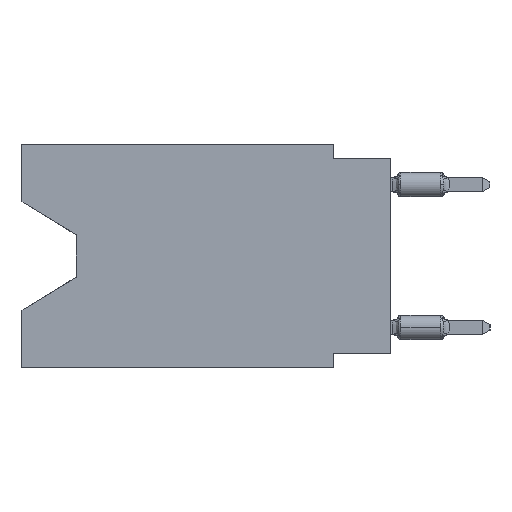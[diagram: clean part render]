
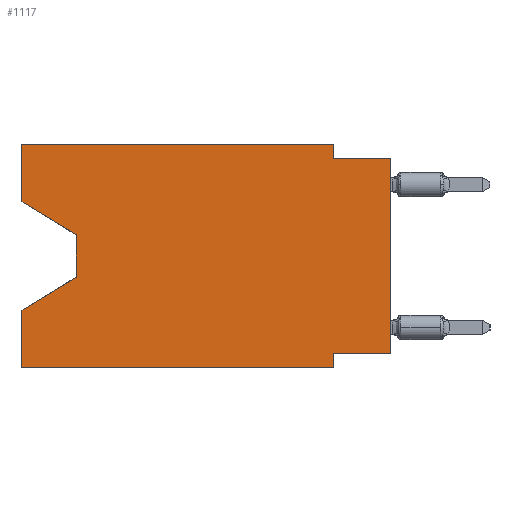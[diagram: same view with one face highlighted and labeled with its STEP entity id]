
A CAD part, left-side view. The second image highlights one B-rep face of the part: STEP entity #1117.
In plain terms, the highlighted planar face has unit normal (-1, 0, 0).
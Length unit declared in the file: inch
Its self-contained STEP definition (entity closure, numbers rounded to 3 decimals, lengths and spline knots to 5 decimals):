
#13 = DIRECTION ( 'NONE',  ( 0., 1., 0. ) ) ;
#400 = CARTESIAN_POINT ( 'NONE',  ( 0., 0.1, -0.39 ) ) ;
#580 = ORIENTED_EDGE ( 'NONE', *, *, #6378, .T. ) ;
#1117 = ADVANCED_FACE ( 'NONE', ( #13120 ), #8992, .F. ) ;
#1313 = EDGE_CURVE ( 'NONE', #6539, #20922, #22156, .T. ) ;
#1314 = VECTOR ( 'NONE', #4205, 39.37008 ) ;
#1525 = LINE ( 'NONE', #14487, #14647 ) ;
#1652 = CARTESIAN_POINT ( 'NONE',  ( 0., 0.645, 0. ) ) ;
#1669 = ORIENTED_EDGE ( 'NONE', *, *, #19772, .T. ) ;
#1725 = VERTEX_POINT ( 'NONE', #22126 ) ;
#1945 = LINE ( 'NONE', #6155, #16064 ) ;
#1951 = CARTESIAN_POINT ( 'NONE',  ( 0., 0.55, -0.232 ) ) ;
#2568 = EDGE_CURVE ( 'NONE', #20922, #19381, #9171, .T. ) ;
#3276 = VECTOR ( 'NONE', #17883, 39.37008 ) ;
#3284 = LINE ( 'NONE', #9551, #3276 ) ;
#3849 = ORIENTED_EDGE ( 'NONE', *, *, #19683, .T. ) ;
#4100 = CARTESIAN_POINT ( 'NONE',  ( 0., 0.55, -0.158 ) ) ;
#4205 = DIRECTION ( 'NONE',  ( 0., 0., 1. ) ) ;
#4223 = CARTESIAN_POINT ( 'NONE',  ( 0., 0., -0.365 ) ) ;
#4475 = LINE ( 'NONE', #12810, #1314 ) ;
#4481 = CARTESIAN_POINT ( 'NONE',  ( 0., 0.1, 0. ) ) ;
#4971 = CARTESIAN_POINT ( 'NONE',  ( 0., 0.1, -0.365 ) ) ;
#5041 = CARTESIAN_POINT ( 'NONE',  ( 0., 0.645, 0. ) ) ;
#5076 = CARTESIAN_POINT ( 'NONE',  ( 0., 0., -0.025 ) ) ;
#5132 = VECTOR ( 'NONE', #11614, 39.37008 ) ;
#5451 = LINE ( 'NONE', #11754, #5132 ) ;
#5508 = EDGE_LOOP ( 'NONE', ( #12651, #3849, #580, #9525, #18043, #11769, #20467, #1669, #7353, #23447, #13314, #17888 ) ) ;
#5591 = DIRECTION ( 'NONE',  ( 0., -1., 0. ) ) ;
#5635 = VECTOR ( 'NONE', #22154, 39.37008 ) ;
#6155 = CARTESIAN_POINT ( 'NONE',  ( 0., 0.645, -0.10025 ) ) ;
#6158 = CARTESIAN_POINT ( 'NONE',  ( 0., 0.645, -0.39 ) ) ;
#6378 = EDGE_CURVE ( 'NONE', #14628, #17395, #20504, .T. ) ;
#6521 = EDGE_CURVE ( 'NONE', #17838, #18457, #25280, .T. ) ;
#6539 = VERTEX_POINT ( 'NONE', #4481 ) ;
#7353 = ORIENTED_EDGE ( 'NONE', *, *, #2568, .F. ) ;
#7827 = EDGE_CURVE ( 'NONE', #22701, #11460, #1945, .T. ) ;
#7943 = LINE ( 'NONE', #6158, #21005 ) ;
#8047 = EDGE_CURVE ( 'NONE', #15502, #17395, #5451, .T. ) ;
#8185 = CARTESIAN_POINT ( 'NONE',  ( 0., 0., -0.365 ) ) ;
#8992 = PLANE ( 'NONE',  #22203 ) ;
#9171 = LINE ( 'NONE', #5076, #11129 ) ;
#9525 = ORIENTED_EDGE ( 'NONE', *, *, #8047, .F. ) ;
#9551 = CARTESIAN_POINT ( 'NONE',  ( 0., 0.55, -0.158 ) ) ;
#9744 = EDGE_CURVE ( 'NONE', #15502, #18457, #7943, .T. ) ;
#10089 = DIRECTION ( 'NONE',  ( 0., 0., -1. ) ) ;
#10202 = EDGE_CURVE ( 'NONE', #25563, #17838, #14356, .T. ) ;
#11129 = VECTOR ( 'NONE', #20137, 39.37008 ) ;
#11460 = VERTEX_POINT ( 'NONE', #4100 ) ;
#11614 = DIRECTION ( 'NONE',  ( 0., 0., 1. ) ) ;
#11754 = CARTESIAN_POINT ( 'NONE',  ( 0., 0.645, 0. ) ) ;
#11769 = ORIENTED_EDGE ( 'NONE', *, *, #6521, .F. ) ;
#12651 = ORIENTED_EDGE ( 'NONE', *, *, #7827, .T. ) ;
#12810 = CARTESIAN_POINT ( 'NONE',  ( 0., 0.645, 0. ) ) ;
#13120 = FACE_OUTER_BOUND ( 'NONE', #5508, .T. ) ;
#13314 = ORIENTED_EDGE ( 'NONE', *, *, #19762, .F. ) ;
#13400 = DIRECTION ( 'NONE',  ( 0., 0., -1. ) ) ;
#13528 = CARTESIAN_POINT ( 'NONE',  ( 0., 0.1, 0. ) ) ;
#14356 = LINE ( 'NONE', #4223, #21890 ) ;
#14487 = CARTESIAN_POINT ( 'NONE',  ( 0., 0., 0. ) ) ;
#14628 = VERTEX_POINT ( 'NONE', #1951 ) ;
#14647 = VECTOR ( 'NONE', #20248, 39.37008 ) ;
#15502 = VERTEX_POINT ( 'NONE', #22672 ) ;
#15603 = CARTESIAN_POINT ( 'NONE',  ( 0., 0.645, -0.10025 ) ) ;
#16003 = LINE ( 'NONE', #1652, #22065 ) ;
#16064 = VECTOR ( 'NONE', #18204, 39.37008 ) ;
#16122 = CARTESIAN_POINT ( 'NONE',  ( 0., 0.55, -0.232 ) ) ;
#16740 = CARTESIAN_POINT ( 'NONE',  ( 0., 0.1, -0.025 ) ) ;
#17395 = VERTEX_POINT ( 'NONE', #24165 ) ;
#17567 = VECTOR ( 'NONE', #10089, 39.37008 ) ;
#17838 = VERTEX_POINT ( 'NONE', #4971 ) ;
#17883 = DIRECTION ( 'NONE',  ( 0., 0., -1. ) ) ;
#17888 = ORIENTED_EDGE ( 'NONE', *, *, #26174, .F. ) ;
#18043 = ORIENTED_EDGE ( 'NONE', *, *, #9744, .T. ) ;
#18204 = DIRECTION ( 'NONE',  ( 0., -0.855, -0.519 ) ) ;
#18457 = VERTEX_POINT ( 'NONE', #400 ) ;
#18701 = CARTESIAN_POINT ( 'NONE',  ( 0., 0.1, -0.39 ) ) ;
#18743 = DIRECTION ( 'NONE',  ( 0., -1., 0. ) ) ;
#19381 = VERTEX_POINT ( 'NONE', #22198 ) ;
#19683 = EDGE_CURVE ( 'NONE', #11460, #14628, #3284, .T. ) ;
#19762 = EDGE_CURVE ( 'NONE', #1725, #6539, #16003, .T. ) ;
#19772 = EDGE_CURVE ( 'NONE', #25563, #19381, #1525, .T. ) ;
#20137 = DIRECTION ( 'NONE',  ( 0., -1., 0. ) ) ;
#20248 = DIRECTION ( 'NONE',  ( 0., 0., 1. ) ) ;
#20465 = VECTOR ( 'NONE', #22293, 39.37008 ) ;
#20467 = ORIENTED_EDGE ( 'NONE', *, *, #10202, .F. ) ;
#20504 = LINE ( 'NONE', #16122, #5635 ) ;
#20922 = VERTEX_POINT ( 'NONE', #16740 ) ;
#21005 = VECTOR ( 'NONE', #18743, 39.37008 ) ;
#21890 = VECTOR ( 'NONE', #13, 39.37008 ) ;
#22065 = VECTOR ( 'NONE', #5591, 39.37008 ) ;
#22126 = CARTESIAN_POINT ( 'NONE',  ( 0., 0.645, 0. ) ) ;
#22154 = DIRECTION ( 'NONE',  ( 0., 0.855, -0.519 ) ) ;
#22156 = LINE ( 'NONE', #13528, #20465 ) ;
#22198 = CARTESIAN_POINT ( 'NONE',  ( 0., 0., -0.025 ) ) ;
#22203 = AXIS2_PLACEMENT_3D ( 'NONE', #5041, #23654, #13400 ) ;
#22293 = DIRECTION ( 'NONE',  ( 0., 0., -1. ) ) ;
#22672 = CARTESIAN_POINT ( 'NONE',  ( 0., 0.645, -0.39 ) ) ;
#22701 = VERTEX_POINT ( 'NONE', #15603 ) ;
#23447 = ORIENTED_EDGE ( 'NONE', *, *, #1313, .F. ) ;
#23654 = DIRECTION ( 'NONE',  ( 1., 0., 0. ) ) ;
#24165 = CARTESIAN_POINT ( 'NONE',  ( 0., 0.645, -0.28975 ) ) ;
#25280 = LINE ( 'NONE', #18701, #17567 ) ;
#25563 = VERTEX_POINT ( 'NONE', #8185 ) ;
#26174 = EDGE_CURVE ( 'NONE', #22701, #1725, #4475, .T. ) ;
